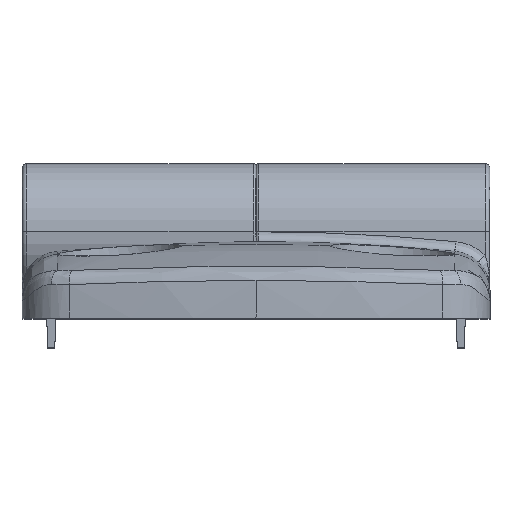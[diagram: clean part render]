
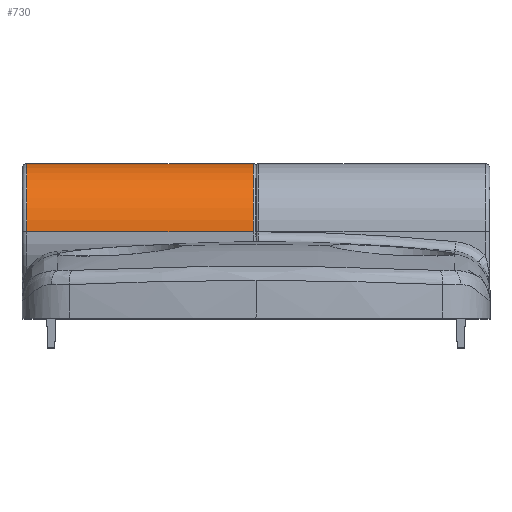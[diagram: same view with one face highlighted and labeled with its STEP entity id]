
A CAD part, top view. The second image highlights one B-rep face of the part: STEP entity #730.
In plain terms, the highlighted cylindrical face has radius 7 mm (diameter 14 mm), a partial arc.
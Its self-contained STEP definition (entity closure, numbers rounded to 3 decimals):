
#138 = VERTEX_POINT ( 'NONE', #3388 ) ;
#356 = DIRECTION ( 'NONE',  ( -1., 0., 0. ) ) ;
#360 = CARTESIAN_POINT ( 'NONE',  ( 24., 8.9, -7. ) ) ;
#656 = AXIS2_PLACEMENT_3D ( 'NONE', #2254, #2238, #2211 ) ;
#674 = CARTESIAN_POINT ( 'NONE',  ( -0.3, 8.9, -7. ) ) ;
#730 = ADVANCED_FACE ( 'NONE', ( #801 ), #2713, .T. ) ;
#758 = EDGE_LOOP ( 'NONE', ( #2902, #827, #1517, #2525 ) ) ;
#801 = FACE_OUTER_BOUND ( 'NONE', #758, .T. ) ;
#827 = ORIENTED_EDGE ( 'NONE', *, *, #2692, .T. ) ;
#830 = EDGE_CURVE ( 'NONE', #3375, #2016, #3374, .T. ) ;
#1212 = LINE ( 'NONE', #360, #1869 ) ;
#1282 = CARTESIAN_POINT ( 'NONE',  ( -23.5, 8.9, 0. ) ) ;
#1294 = EDGE_CURVE ( 'NONE', #138, #2016, #3471, .T. ) ;
#1296 = AXIS2_PLACEMENT_3D ( 'NONE', #3762, #3659, #3827 ) ;
#1517 = ORIENTED_EDGE ( 'NONE', *, *, #3928, .T. ) ;
#1595 = DIRECTION ( 'NONE',  ( 0., 0., 1. ) ) ;
#1619 = VECTOR ( 'NONE', #3141, 1000. ) ;
#1869 = VECTOR ( 'NONE', #356, 1000. ) ;
#2016 = VERTEX_POINT ( 'NONE', #4004 ) ;
#2101 = AXIS2_PLACEMENT_3D ( 'NONE', #1282, #3243, #1595 ) ;
#2211 = DIRECTION ( 'NONE',  ( 0., 0., -1. ) ) ;
#2238 = DIRECTION ( 'NONE',  ( -1., 0., 0. ) ) ;
#2254 = CARTESIAN_POINT ( 'NONE',  ( -0.3, 8.9, 0. ) ) ;
#2395 = CARTESIAN_POINT ( 'NONE',  ( -0.3, 8.9, 7. ) ) ;
#2525 = ORIENTED_EDGE ( 'NONE', *, *, #1294, .T. ) ;
#2692 = EDGE_CURVE ( 'NONE', #3375, #3844, #2847, .T. ) ;
#2713 = CYLINDRICAL_SURFACE ( 'NONE', #1296, 7. ) ;
#2847 = CIRCLE ( 'NONE', #656, 7. ) ;
#2902 = ORIENTED_EDGE ( 'NONE', *, *, #830, .F. ) ;
#3141 = DIRECTION ( 'NONE',  ( -1., 0., 0. ) ) ;
#3243 = DIRECTION ( 'NONE',  ( 1., 0., 0. ) ) ;
#3374 = LINE ( 'NONE', #3383, #1619 ) ;
#3375 = VERTEX_POINT ( 'NONE', #2395 ) ;
#3383 = CARTESIAN_POINT ( 'NONE',  ( 24., 8.9, 7. ) ) ;
#3388 = CARTESIAN_POINT ( 'NONE',  ( -23.5, 8.9, -7. ) ) ;
#3471 = CIRCLE ( 'NONE', #2101, 7. ) ;
#3659 = DIRECTION ( 'NONE',  ( -1., 0., 0. ) ) ;
#3762 = CARTESIAN_POINT ( 'NONE',  ( 24., 8.9, 0. ) ) ;
#3827 = DIRECTION ( 'NONE',  ( 0., 0., 1. ) ) ;
#3844 = VERTEX_POINT ( 'NONE', #674 ) ;
#3928 = EDGE_CURVE ( 'NONE', #3844, #138, #1212, .T. ) ;
#4004 = CARTESIAN_POINT ( 'NONE',  ( -23.5, 8.9, 7. ) ) ;
